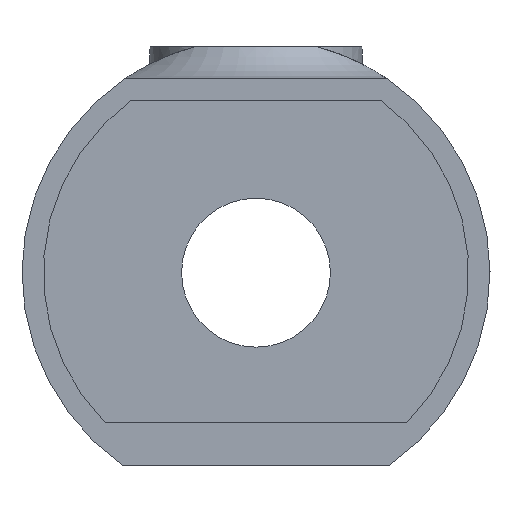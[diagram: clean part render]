
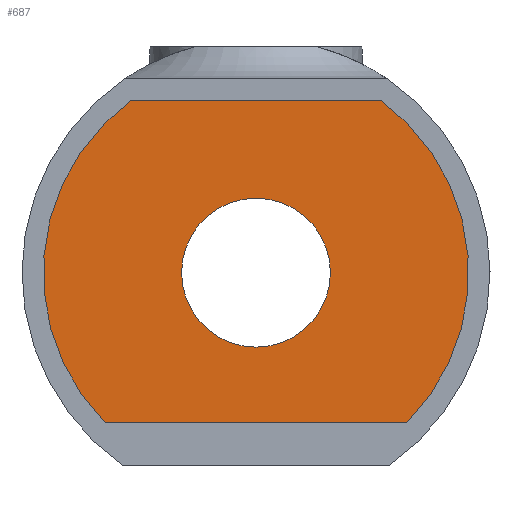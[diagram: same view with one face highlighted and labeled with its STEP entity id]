
A CAD part, left-side view. The second image highlights one B-rep face of the part: STEP entity #687.
In plain terms, the highlighted planar face has unit normal (-1, 0, 0).
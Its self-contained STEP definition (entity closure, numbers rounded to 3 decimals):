
#23=FACE_BOUND('',#148,.T.);
#49=CIRCLE('',#737,10.);
#51=CIRCLE('',#741,10.);
#53=CIRCLE('',#745,3.5);
#102=FACE_OUTER_BOUND('',#147,.T.);
#147=EDGE_LOOP('',(#557,#558,#559,#560));
#148=EDGE_LOOP('',(#561));
#210=LINE('',#1183,#270);
#214=LINE('',#1194,#274);
#270=VECTOR('',#886,10.);
#274=VECTOR('',#898,10.);
#326=VERTEX_POINT('',#1173);
#327=VERTEX_POINT('',#1174);
#330=VERTEX_POINT('',#1182);
#332=VERTEX_POINT('',#1188);
#334=VERTEX_POINT('',#1197);
#406=EDGE_CURVE('',#326,#327,#49,.F.);
#410=EDGE_CURVE('',#327,#330,#210,.F.);
#413=EDGE_CURVE('',#330,#332,#51,.F.);
#416=EDGE_CURVE('',#332,#326,#214,.F.);
#418=EDGE_CURVE('',#334,#334,#53,.F.);
#557=ORIENTED_EDGE('',*,*,#416,.F.);
#558=ORIENTED_EDGE('',*,*,#413,.F.);
#559=ORIENTED_EDGE('',*,*,#410,.F.);
#560=ORIENTED_EDGE('',*,*,#406,.F.);
#561=ORIENTED_EDGE('',*,*,#418,.T.);
#654=PLANE('',#744);
#687=ADVANCED_FACE('',(#102,#23),#654,.F.);
#737=AXIS2_PLACEMENT_3D('',#1175,#878,#879);
#741=AXIS2_PLACEMENT_3D('',#1189,#891,#892);
#744=AXIS2_PLACEMENT_3D('',#1196,#900,#901);
#745=AXIS2_PLACEMENT_3D('',#1198,#902,#903);
#878=DIRECTION('center_axis',(-1.,0.,0.));
#879=DIRECTION('ref_axis',(0.,1.,0.));
#886=DIRECTION('',(0.,-1.,0.));
#891=DIRECTION('center_axis',(-1.,0.,0.));
#892=DIRECTION('ref_axis',(0.,1.,0.));
#898=DIRECTION('',(0.,1.,0.));
#900=DIRECTION('center_axis',(1.,0.,0.));
#901=DIRECTION('ref_axis',(0.,1.,0.));
#902=DIRECTION('center_axis',(-1.,0.,0.));
#903=DIRECTION('ref_axis',(0.,1.,0.));
#1173=CARTESIAN_POINT('',(19.89,-5.844,8.115));
#1174=CARTESIAN_POINT('',(19.89,-7.094,-7.048));
#1175=CARTESIAN_POINT('Origin',(19.89,0.,0.));
#1182=CARTESIAN_POINT('',(19.89,7.094,-7.048));
#1183=CARTESIAN_POINT('',(19.89,3.749,-7.048));
#1188=CARTESIAN_POINT('',(19.89,5.844,8.115));
#1189=CARTESIAN_POINT('Origin',(19.89,0.,0.));
#1194=CARTESIAN_POINT('',(19.89,-3.079,8.115));
#1196=CARTESIAN_POINT('Origin',(19.89,0.,0.));
#1197=CARTESIAN_POINT('',(19.89,-3.5,0.));
#1198=CARTESIAN_POINT('Origin',(19.89,0.,0.));
